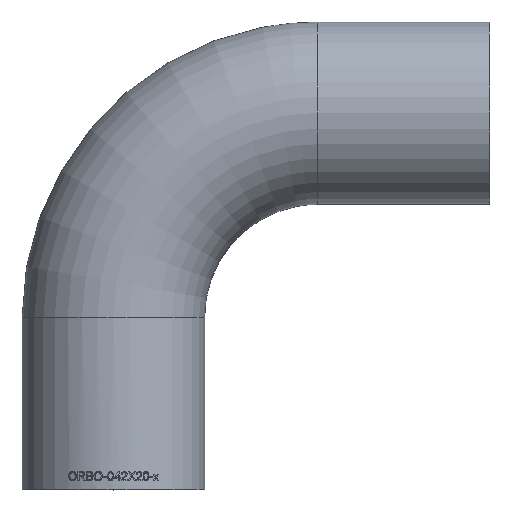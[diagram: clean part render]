
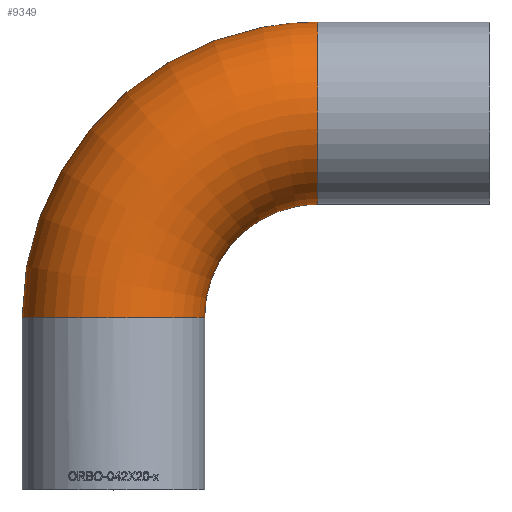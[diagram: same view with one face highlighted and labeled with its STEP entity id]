
A CAD part, top view. The second image highlights one B-rep face of the part: STEP entity #9349.
In plain terms, the highlighted toroidal (fillet/blend) face has major radius 47.5 mm and minor radius 21.2 mm.
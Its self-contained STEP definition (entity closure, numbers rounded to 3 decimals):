
#341 = CARTESIAN_POINT ( 'NONE',  ( 0., 40., 0. ) ) ;
#424 = CARTESIAN_POINT ( 'NONE',  ( 0., 87.5, 0. ) ) ;
#1266 = EDGE_LOOP ( 'NONE', ( #12231 ) ) ;
#1797 = FACE_OUTER_BOUND ( 'NONE', #1266, .T. ) ;
#1883 = DIRECTION ( 'NONE',  ( 1., 0., 0. ) ) ;
#3482 = TOROIDAL_SURFACE ( 'NONE', #14687, 47.5, 21.2 ) ;
#4391 = DIRECTION ( 'NONE',  ( 0., 1., 0. ) ) ;
#5818 = CARTESIAN_POINT ( 'NONE',  ( 0., 87.5, 21.2 ) ) ;
#6279 = DIRECTION ( 'NONE',  ( 0., 0., -1. ) ) ;
#6643 = DIRECTION ( 'NONE',  ( 0., 0., 1. ) ) ;
#7296 = EDGE_CURVE ( 'NONE', #10388, #10388, #10879, .T. ) ;
#7570 = CARTESIAN_POINT ( 'NONE',  ( -47.5, 40., 21.2 ) ) ;
#9349 = ADVANCED_FACE ( 'NONE', ( #15164, #1797 ), #3482, .T. ) ;
#10388 = VERTEX_POINT ( 'NONE', #5818 ) ;
#10879 = CIRCLE ( 'NONE', #11512, 21.2 ) ;
#11203 = EDGE_LOOP ( 'NONE', ( #13324 ) ) ;
#11512 = AXIS2_PLACEMENT_3D ( 'NONE', #424, #1883, #6643 ) ;
#12179 = AXIS2_PLACEMENT_3D ( 'NONE', #13458, #4391, #16385 ) ;
#12231 = ORIENTED_EDGE ( 'NONE', *, *, #18745, .T. ) ;
#13324 = ORIENTED_EDGE ( 'NONE', *, *, #7296, .F. ) ;
#13458 = CARTESIAN_POINT ( 'NONE',  ( -47.5, 40., 0. ) ) ;
#14687 = AXIS2_PLACEMENT_3D ( 'NONE', #341, #6279, #18174 ) ;
#15164 = FACE_OUTER_BOUND ( 'NONE', #11203, .T. ) ;
#15602 = CIRCLE ( 'NONE', #12179, 21.2 ) ;
#16385 = DIRECTION ( 'NONE',  ( 0., 0., 1. ) ) ;
#17902 = VERTEX_POINT ( 'NONE', #7570 ) ;
#18174 = DIRECTION ( 'NONE',  ( -1., 0., 0. ) ) ;
#18745 = EDGE_CURVE ( 'NONE', #17902, #17902, #15602, .T. ) ;
